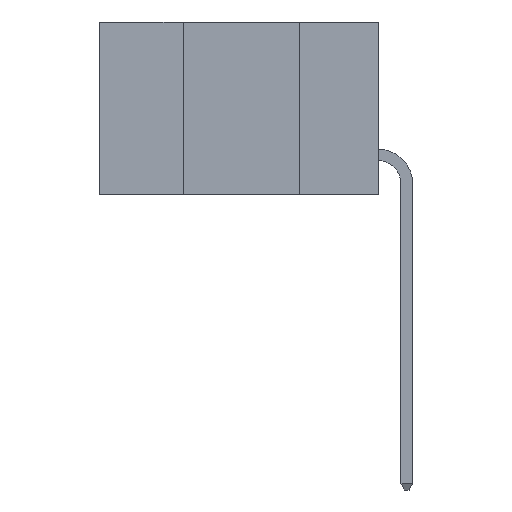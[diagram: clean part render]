
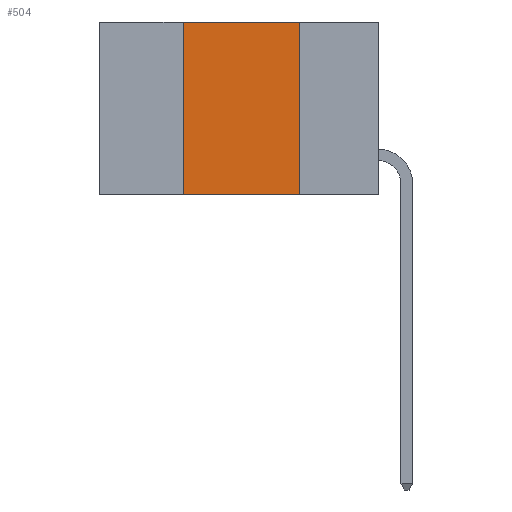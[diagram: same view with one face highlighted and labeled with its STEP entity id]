
A CAD part, left-side view. The second image highlights one B-rep face of the part: STEP entity #504.
In plain terms, the highlighted planar face has unit normal (-1, 0, 0).
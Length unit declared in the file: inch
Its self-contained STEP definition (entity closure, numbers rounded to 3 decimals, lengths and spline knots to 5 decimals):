
#504 = ADVANCED_FACE ( 'NONE', ( #2405 ), #14121, .F. ) ;
#623 = DIRECTION ( 'NONE',  ( 0., 0., -1. ) ) ;
#810 = CARTESIAN_POINT ( 'NONE',  ( 0., 0.17, -0.37 ) ) ;
#1147 = DIRECTION ( 'NONE',  ( 0., 0., -1. ) ) ;
#1207 = CARTESIAN_POINT ( 'NONE',  ( 0., 0.6, 0. ) ) ;
#1703 = ORIENTED_EDGE ( 'NONE', *, *, #7249, .F. ) ;
#2405 = FACE_OUTER_BOUND ( 'NONE', #9049, .T. ) ;
#2666 = DIRECTION ( 'NONE',  ( 1., 0., 0. ) ) ;
#3078 = CARTESIAN_POINT ( 'NONE',  ( 0., 0.17, 0. ) ) ;
#3864 = LINE ( 'NONE', #15446, #14048 ) ;
#4779 = EDGE_CURVE ( 'NONE', #14372, #8304, #3864, .T. ) ;
#4958 = LINE ( 'NONE', #1207, #14349 ) ;
#4991 = VECTOR ( 'NONE', #623, 39.37008 ) ;
#5760 = CARTESIAN_POINT ( 'NONE',  ( 0., 0.42, -0.37 ) ) ;
#6391 = EDGE_CURVE ( 'NONE', #14372, #6655, #7498, .T. ) ;
#6655 = VERTEX_POINT ( 'NONE', #10128 ) ;
#6715 = CARTESIAN_POINT ( 'NONE',  ( 0., 0.17, -0.37 ) ) ;
#7023 = DIRECTION ( 'NONE',  ( 0., 0., 1. ) ) ;
#7249 = EDGE_CURVE ( 'NONE', #6655, #14365, #4958, .T. ) ;
#7498 = LINE ( 'NONE', #5760, #13981 ) ;
#7842 = ORIENTED_EDGE ( 'NONE', *, *, #6391, .F. ) ;
#8304 = VERTEX_POINT ( 'NONE', #810 ) ;
#9049 = EDGE_LOOP ( 'NONE', ( #11374, #1703, #7842, #12192 ) ) ;
#9333 = CARTESIAN_POINT ( 'NONE',  ( 0., 0.6, 0. ) ) ;
#10128 = CARTESIAN_POINT ( 'NONE',  ( 0., 0.42, 0. ) ) ;
#10714 = AXIS2_PLACEMENT_3D ( 'NONE', #9333, #2666, #1147 ) ;
#11374 = ORIENTED_EDGE ( 'NONE', *, *, #14290, .F. ) ;
#12192 = ORIENTED_EDGE ( 'NONE', *, *, #4779, .T. ) ;
#13348 = CARTESIAN_POINT ( 'NONE',  ( 0., 0.42, -0.37 ) ) ;
#13981 = VECTOR ( 'NONE', #7023, 39.37008 ) ;
#14048 = VECTOR ( 'NONE', #15696, 39.37008 ) ;
#14121 = PLANE ( 'NONE',  #10714 ) ;
#14290 = EDGE_CURVE ( 'NONE', #14365, #8304, #15148, .T. ) ;
#14349 = VECTOR ( 'NONE', #15081, 39.37008 ) ;
#14365 = VERTEX_POINT ( 'NONE', #3078 ) ;
#14372 = VERTEX_POINT ( 'NONE', #13348 ) ;
#15081 = DIRECTION ( 'NONE',  ( 0., -1., 0. ) ) ;
#15148 = LINE ( 'NONE', #6715, #4991 ) ;
#15446 = CARTESIAN_POINT ( 'NONE',  ( 0., 0.6, -0.37 ) ) ;
#15696 = DIRECTION ( 'NONE',  ( 0., -1., 0. ) ) ;
